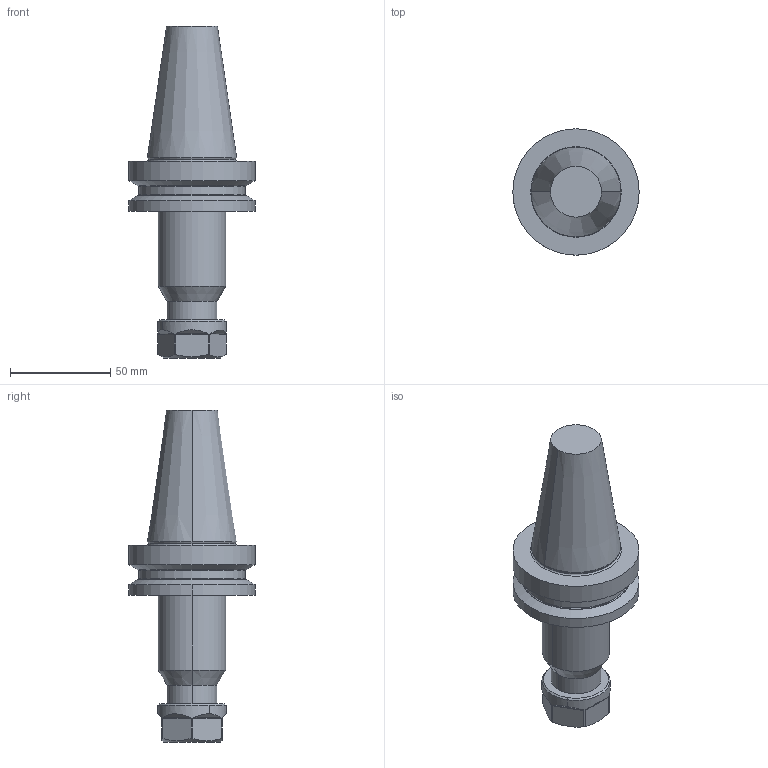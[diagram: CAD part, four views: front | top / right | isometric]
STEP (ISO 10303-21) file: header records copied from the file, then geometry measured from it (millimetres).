
FILE_DESCRIPTION(/* description */ (''),/* implementation_level */ '2;1');
FILE_NAME(/* name */ '1625657257413.stp',/* time_stamp */ '2021-07-07T16:57:48+05:00',/* author */ (''),/* organization */ ('SMS'),/* preprocessor_version */ 'ST-DEVELOPER v16.7',/* originating_system */ 'SIEMENS PLM Software NX 12.0',/* authorisation */ '');
FILE_SCHEMA (('AUTOMOTIVE_DESIGN { 1 0 10303 214 3 1 1 1 }'));
Length unit declared in the file: millimetre
Products named in the file (1): 203602177mod000_00
Bounding box: 62.95 x 62.95 x 165.4 mm (x, y, z)
Volume: 196425 mm3; surface area: 26188.5 mm2
Topology: 1 solids, 1 shells, 55 faces, 127 edges, 82 vertices
Faces by surface type: plane 19, cylinder 18, cone 12, torus 6
Full cylindrical faces by diameter (mm): 53 x1, 62.95 x1
Entity records: 1761 total; most frequent: CARTESIAN_POINT 468, DIRECTION 268, ORIENTED_EDGE 254, EDGE_CURVE 127, AXIS2_PLACEMENT_3D 110, VERTEX_POINT 79, EDGE_LOOP 60, ADVANCED_FACE 55
